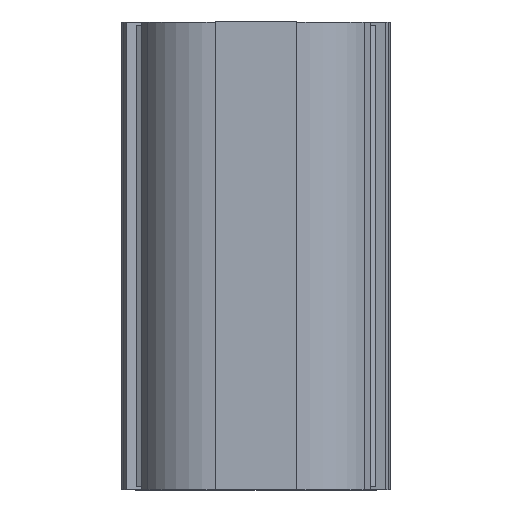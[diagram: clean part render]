
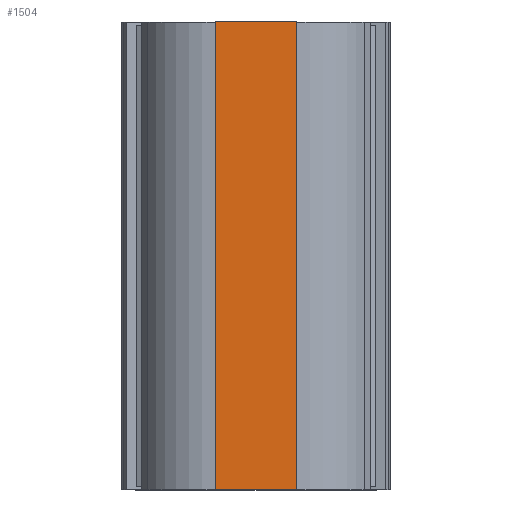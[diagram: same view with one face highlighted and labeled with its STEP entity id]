
A CAD part, top view. The second image highlights one B-rep face of the part: STEP entity #1504.
In plain terms, the highlighted planar face has unit normal (0, 0, 1).
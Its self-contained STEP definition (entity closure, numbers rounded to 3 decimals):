
#143=PLANE('',#1652);
#199=LINE('',#2465,#328);
#206=LINE('',#2617,#335);
#211=LINE('',#2661,#340);
#213=LINE('',#2716,#342);
#328=VECTOR('',#1836,10.);
#335=VECTOR('',#1851,10.);
#340=VECTOR('',#1860,10.);
#342=VECTOR('',#1866,10.);
#476=FACE_OUTER_BOUND('',#566,.T.);
#566=EDGE_LOOP('',(#1194,#1195,#1196,#1197));
#708=VERTEX_POINT('',#2459);
#710=VERTEX_POINT('',#2463);
#720=VERTEX_POINT('',#2614);
#721=VERTEX_POINT('',#2616);
#871=EDGE_CURVE('',#708,#710,#199,.T.);
#885=EDGE_CURVE('',#720,#721,#206,.T.);
#893=EDGE_CURVE('',#720,#708,#211,.T.);
#898=EDGE_CURVE('',#721,#710,#213,.T.);
#1194=ORIENTED_EDGE('',*,*,#885,.F.);
#1195=ORIENTED_EDGE('',*,*,#893,.T.);
#1196=ORIENTED_EDGE('',*,*,#871,.T.);
#1197=ORIENTED_EDGE('',*,*,#898,.F.);
#1504=ADVANCED_FACE('',(#476),#143,.T.);
#1652=AXIS2_PLACEMENT_3D('',#2771,#1870,#1871);
#1836=DIRECTION('',(0.,-1.,0.));
#1851=DIRECTION('',(0.,-1.,0.));
#1860=DIRECTION('',(-1.,0.,0.));
#1866=DIRECTION('',(-1.,0.,0.));
#1870=DIRECTION('center_axis',(0.,0.,1.));
#1871=DIRECTION('ref_axis',(1.,0.,0.));
#2459=CARTESIAN_POINT('',(-3.647,21.,3.));
#2463=CARTESIAN_POINT('',(-3.647,-21.,3.));
#2465=CARTESIAN_POINT('',(-3.647,0.,3.));
#2614=CARTESIAN_POINT('',(3.647,21.,3.));
#2616=CARTESIAN_POINT('',(3.647,-21.,3.));
#2617=CARTESIAN_POINT('',(3.647,0.,3.));
#2661=CARTESIAN_POINT('',(0.,21.,3.));
#2716=CARTESIAN_POINT('',(0.,-21.,3.));
#2771=CARTESIAN_POINT('Origin',(0.,0.,3.));
